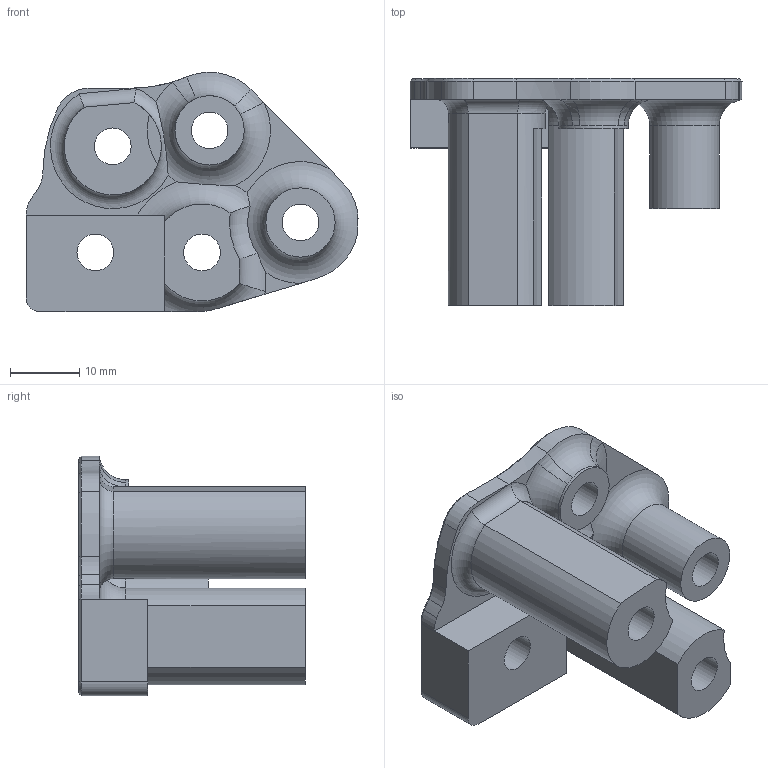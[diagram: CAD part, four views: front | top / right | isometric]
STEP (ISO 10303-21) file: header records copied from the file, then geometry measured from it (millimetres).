
FILE_DESCRIPTION(/* description */ ('','CAx-IF Rec.Pracs.---Representation and Presentation of Product Manufacturing Information (PMI)---4.0---2014-10-13'),/* implementation_level */ '2;1');
FILE_NAME(/* name */ '',/* time_stamp */ '2025-03-04T14:50:35+03:00',/* author */ (''),/* organization */ (''),/* preprocessor_version */ 'ST-DEVELOPER v20',/* originating_system */ 'Autodesk Translation Framework v13.20.0.188',/* authorisation */ '');
FILE_SCHEMA (('AP242_MANAGED_MODEL_BASED_3D_ENGINEERING_MIM_LF { 1 0 10303 442 1 1 4 }'));
Length unit declared in the file: millimetre
Products named in the file (1): 复件 CNC X链接A^9MM皮带X
链接座
Bounding box: 47.92 x 32.75 x 34.56 mm (x, y, z)
Volume: 13571.4 mm3; surface area: 7789.8 mm2
Topology: 1 solids, 1 shells, 80 faces, 198 edges, 120 vertices
Faces by surface type: cylinder 26, plane 26, cone 17, torus 7, bspline 4
Full cylindrical faces by diameter (mm): 5.3 x5, 10 x2
Entity records: 2674 total; most frequent: CARTESIAN_POINT 714, DIRECTION 414, ORIENTED_EDGE 396, EDGE_CURVE 198, AXIS2_PLACEMENT_3D 162, VERTEX_POINT 120, EDGE_LOOP 90, LINE 90
